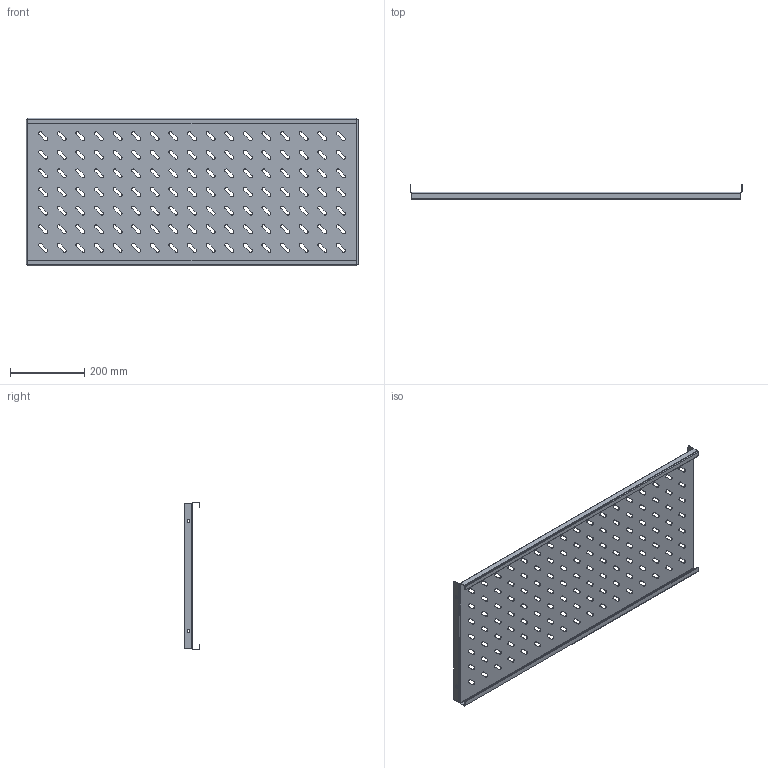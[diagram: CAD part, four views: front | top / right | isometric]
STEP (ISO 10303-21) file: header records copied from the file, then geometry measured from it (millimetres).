
FILE_DESCRIPTION (( 'STEP AP214' ), '1' );
FILE_NAME ('945.206.STEP', '2024-09-23T06:47:11', ( '' ), ( '' ), 'SwSTEP 2.0', 'SolidWorks 2021', '' );
FILE_SCHEMA (( 'AUTOMOTIVE_DESIGN' ));
Length unit declared in the file: millimetre
Products named in the file (1): 945.206
Bounding box: 892 x 41 x 397 mm (x, y, z)
Volume: 590723.6 mm3; surface area: 804539.6 mm2
Topology: 1 solids, 1 shells, 663 faces, 1955 edges, 1294 vertices
Faces by surface type: cylinder 385, plane 278
Entity records: 22881 total; most frequent: DIRECTION 4053, CARTESIAN_POINT 3913, ORIENTED_EDGE 3910, EDGE_CURVE 1955, AXIS2_PLACEMENT_3D 1434, VERTEX_POINT 1294, LINE 1185, VECTOR 1185
